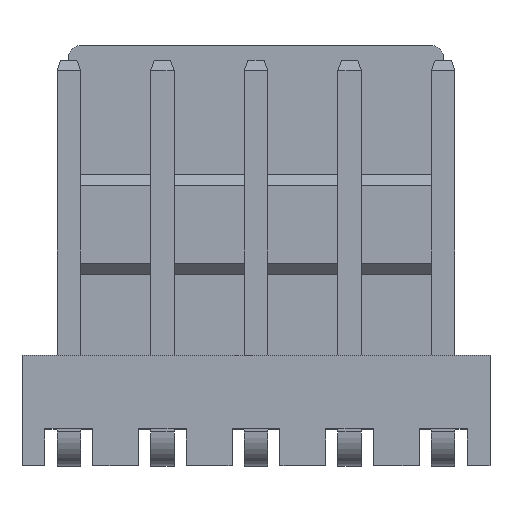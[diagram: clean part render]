
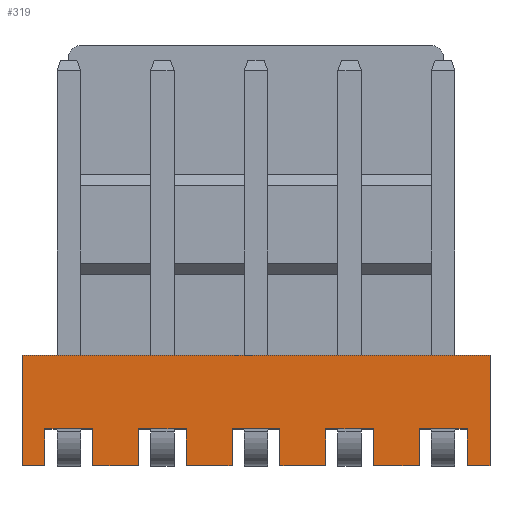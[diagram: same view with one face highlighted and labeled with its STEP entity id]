
A CAD part, top view. The second image highlights one B-rep face of the part: STEP entity #319.
In plain terms, the highlighted planar face has unit normal (0, 0, 1).
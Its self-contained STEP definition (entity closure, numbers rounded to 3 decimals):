
#319=ADVANCED_FACE('',(#1595),#1597,.T.);
#1595=FACE_BOUND('',#1596,.T.);
#1596=EDGE_LOOP('',(#2608,#2609,#2610,#2611,#2612,#2613,#2614,#2615,#2616,#2617,
#2618,#2619,#2620,#2621,#2622,#2623,#2624,#2625,#2626,#2627,#2628,#2629,#2630,#2631));
#1597=PLANE('',#1598);
#1598=AXIS2_PLACEMENT_3D('',#1599,#1600,#1601);
#1599=CARTESIAN_POINT('',(-1.27,-0.32,5.9));
#1600=DIRECTION('',(0.,0.,1.));
#1601=DIRECTION('',(1.,0.,0.));
#2608=ORIENTED_EDGE('',*,*,#3208,.T.);
#2609=ORIENTED_EDGE('',*,*,#3274,.T.);
#2610=ORIENTED_EDGE('',*,*,#3273,.T.);
#2611=ORIENTED_EDGE('',*,*,#3270,.T.);
#2612=ORIENTED_EDGE('',*,*,#3264,.T.);
#2613=ORIENTED_EDGE('',*,*,#3262,.T.);
#2614=ORIENTED_EDGE('',*,*,#3261,.T.);
#2615=ORIENTED_EDGE('',*,*,#3258,.T.);
#2616=ORIENTED_EDGE('',*,*,#3252,.T.);
#2617=ORIENTED_EDGE('',*,*,#3250,.T.);
#2618=ORIENTED_EDGE('',*,*,#3249,.T.);
#2619=ORIENTED_EDGE('',*,*,#3246,.T.);
#2620=ORIENTED_EDGE('',*,*,#3240,.T.);
#2621=ORIENTED_EDGE('',*,*,#3238,.T.);
#2622=ORIENTED_EDGE('',*,*,#3237,.T.);
#2623=ORIENTED_EDGE('',*,*,#3235,.T.);
#2624=ORIENTED_EDGE('',*,*,#3171,.F.);
#2625=ORIENTED_EDGE('',*,*,#3230,.F.);
#2626=ORIENTED_EDGE('',*,*,#3228,.T.);
#2627=ORIENTED_EDGE('',*,*,#3227,.T.);
#2628=ORIENTED_EDGE('',*,*,#3220,.T.);
#2629=ORIENTED_EDGE('',*,*,#3218,.T.);
#2630=ORIENTED_EDGE('',*,*,#3216,.T.);
#2631=ORIENTED_EDGE('',*,*,#3214,.T.);
#3171=EDGE_CURVE('',#3564,#3566,#3567,.T.);
#3208=EDGE_CURVE('',#3635,#3633,#3636,.F.);
#3214=EDGE_CURVE('',#3646,#3635,#3647,.F.);
#3216=EDGE_CURVE('',#3649,#3646,#3650,.T.);
#3218=EDGE_CURVE('',#3652,#3649,#3653,.F.);
#3220=EDGE_CURVE('',#3655,#3652,#3656,.F.);
#3227=EDGE_CURVE('',#3666,#3655,#3668,.F.);
#3228=EDGE_CURVE('',#3669,#3666,#3670,.T.);
#3230=EDGE_CURVE('',#3669,#3564,#3672,.T.);
#3235=EDGE_CURVE('',#3678,#3566,#3680,.T.);
#3237=EDGE_CURVE('',#3681,#3678,#3683,.T.);
#3238=EDGE_CURVE('',#3684,#3681,#3685,.F.);
#3240=EDGE_CURVE('',#3687,#3684,#3688,.F.);
#3246=EDGE_CURVE('',#3698,#3687,#3699,.F.);
#3249=EDGE_CURVE('',#3701,#3698,#3703,.T.);
#3250=EDGE_CURVE('',#3704,#3701,#3705,.F.);
#3252=EDGE_CURVE('',#3707,#3704,#3708,.F.);
#3258=EDGE_CURVE('',#3718,#3707,#3719,.F.);
#3261=EDGE_CURVE('',#3721,#3718,#3723,.T.);
#3262=EDGE_CURVE('',#3724,#3721,#3725,.F.);
#3264=EDGE_CURVE('',#3727,#3724,#3728,.F.);
#3270=EDGE_CURVE('',#3738,#3727,#3739,.F.);
#3273=EDGE_CURVE('',#3741,#3738,#3743,.T.);
#3274=EDGE_CURVE('',#3633,#3741,#3744,.F.);
#3564=VERTEX_POINT('',#4220);
#3566=VERTEX_POINT('',#4224);
#3567=LINE('',#4225,#4226);
#3633=VERTEX_POINT('',#4363);
#3635=VERTEX_POINT('',#4367);
#3636=LINE('',#4368,#4369);
#3646=VERTEX_POINT('',#4390);
#3647=LINE('',#4391,#4392);
#3649=VERTEX_POINT('',#4397);
#3650=LINE('',#4398,#4399);
#3652=VERTEX_POINT('',#4404);
#3653=LINE('',#4405,#4406);
#3655=VERTEX_POINT('',#4411);
#3656=LINE('',#4412,#4413);
#3666=VERTEX_POINT('',#4434);
#3668=LINE('',#4438,#4439);
#3669=VERTEX_POINT('',#4441);
#3670=LINE('',#4442,#4443);
#3672=LINE('',#4448,#4449);
#3678=VERTEX_POINT('',#4462);
#3680=LINE('',#4466,#4467);
#3681=VERTEX_POINT('',#4469);
#3683=LINE('',#4473,#4474);
#3684=VERTEX_POINT('',#4476);
#3685=LINE('',#4477,#4478);
#3687=VERTEX_POINT('',#4483);
#3688=LINE('',#4484,#4485);
#3698=VERTEX_POINT('',#4506);
#3699=LINE('',#4507,#4508);
#3701=VERTEX_POINT('',#4513);
#3703=LINE('',#4517,#4518);
#3704=VERTEX_POINT('',#4520);
#3705=LINE('',#4521,#4522);
#3707=VERTEX_POINT('',#4527);
#3708=LINE('',#4528,#4529);
#3718=VERTEX_POINT('',#4550);
#3719=LINE('',#4551,#4552);
#3721=VERTEX_POINT('',#4557);
#3723=LINE('',#4561,#4562);
#3724=VERTEX_POINT('',#4564);
#3725=LINE('',#4565,#4566);
#3727=VERTEX_POINT('',#4571);
#3728=LINE('',#4572,#4573);
#3738=VERTEX_POINT('',#4594);
#3739=LINE('',#4595,#4596);
#3741=VERTEX_POINT('',#4601);
#3743=LINE('',#4605,#4606);
#3744=LINE('',#4608,#4609);
#4220=CARTESIAN_POINT('',(-1.27,2.68,5.9));
#4224=CARTESIAN_POINT('',(11.43,2.68,5.9));
#4225=CARTESIAN_POINT('',(-1.27,2.68,5.9));
#4226=VECTOR('',#4227,1.);
#4227=DIRECTION('',(1.,0.,0.));
#4363=CARTESIAN_POINT('',(3.19,0.68,5.9));
#4367=CARTESIAN_POINT('',(1.89,0.68,5.9));
#4368=CARTESIAN_POINT('',(3.19,0.68,5.9));
#4369=VECTOR('',#4370,1.);
#4370=DIRECTION('',(-1.,0.,0.));
#4390=CARTESIAN_POINT('',(1.89,-0.32,5.9));
#4391=CARTESIAN_POINT('',(1.89,0.68,5.9));
#4392=VECTOR('',#4393,1.);
#4393=DIRECTION('',(0.,-1.,0.));
#4397=CARTESIAN_POINT('',(0.65,-0.32,5.9));
#4398=CARTESIAN_POINT('',(0.65,-0.32,5.9));
#4399=VECTOR('',#4400,1.);
#4400=DIRECTION('',(1.,0.,0.));
#4404=CARTESIAN_POINT('',(0.65,0.68,5.9));
#4405=CARTESIAN_POINT('',(0.65,-0.32,5.9));
#4406=VECTOR('',#4407,1.);
#4407=DIRECTION('',(0.,1.,0.));
#4411=CARTESIAN_POINT('',(-0.65,0.68,5.9));
#4412=CARTESIAN_POINT('',(0.65,0.68,5.9));
#4413=VECTOR('',#4414,1.);
#4414=DIRECTION('',(-1.,0.,0.));
#4434=CARTESIAN_POINT('',(-0.65,-0.32,5.9));
#4438=CARTESIAN_POINT('',(-0.65,0.68,5.9));
#4439=VECTOR('',#4440,1.);
#4440=DIRECTION('',(0.,-1.,0.));
#4441=CARTESIAN_POINT('',(-1.27,-0.32,5.9));
#4442=CARTESIAN_POINT('',(-1.27,-0.32,5.9));
#4443=VECTOR('',#4444,1.);
#4444=DIRECTION('',(1.,0.,0.));
#4448=CARTESIAN_POINT('',(-1.27,-0.32,5.9));
#4449=VECTOR('',#4450,1.);
#4450=DIRECTION('',(0.,1.,0.));
#4462=CARTESIAN_POINT('',(11.43,-0.32,5.9));
#4466=CARTESIAN_POINT('',(11.43,-0.32,5.9));
#4467=VECTOR('',#4468,1.);
#4468=DIRECTION('',(0.,1.,0.));
#4469=CARTESIAN_POINT('',(10.81,-0.32,5.9));
#4473=CARTESIAN_POINT('',(10.81,-0.32,5.9));
#4474=VECTOR('',#4475,1.);
#4475=DIRECTION('',(1.,0.,0.));
#4476=CARTESIAN_POINT('',(10.81,0.68,5.9));
#4477=CARTESIAN_POINT('',(10.81,-0.32,5.9));
#4478=VECTOR('',#4479,1.);
#4479=DIRECTION('',(0.,1.,0.));
#4483=CARTESIAN_POINT('',(9.51,0.68,5.9));
#4484=CARTESIAN_POINT('',(10.81,0.68,5.9));
#4485=VECTOR('',#4486,1.);
#4486=DIRECTION('',(-1.,0.,0.));
#4506=CARTESIAN_POINT('',(9.51,-0.32,5.9));
#4507=CARTESIAN_POINT('',(9.51,0.68,5.9));
#4508=VECTOR('',#4509,1.);
#4509=DIRECTION('',(0.,-1.,0.));
#4513=CARTESIAN_POINT('',(8.27,-0.32,5.9));
#4517=CARTESIAN_POINT('',(8.27,-0.32,5.9));
#4518=VECTOR('',#4519,1.);
#4519=DIRECTION('',(1.,0.,0.));
#4520=CARTESIAN_POINT('',(8.27,0.68,5.9));
#4521=CARTESIAN_POINT('',(8.27,-0.32,5.9));
#4522=VECTOR('',#4523,1.);
#4523=DIRECTION('',(0.,1.,0.));
#4527=CARTESIAN_POINT('',(6.97,0.68,5.9));
#4528=CARTESIAN_POINT('',(8.27,0.68,5.9));
#4529=VECTOR('',#4530,1.);
#4530=DIRECTION('',(-1.,0.,0.));
#4550=CARTESIAN_POINT('',(6.97,-0.32,5.9));
#4551=CARTESIAN_POINT('',(6.97,0.68,5.9));
#4552=VECTOR('',#4553,1.);
#4553=DIRECTION('',(0.,-1.,0.));
#4557=CARTESIAN_POINT('',(5.73,-0.32,5.9));
#4561=CARTESIAN_POINT('',(5.73,-0.32,5.9));
#4562=VECTOR('',#4563,1.);
#4563=DIRECTION('',(1.,0.,0.));
#4564=CARTESIAN_POINT('',(5.73,0.68,5.9));
#4565=CARTESIAN_POINT('',(5.73,-0.32,5.9));
#4566=VECTOR('',#4567,1.);
#4567=DIRECTION('',(0.,1.,0.));
#4571=CARTESIAN_POINT('',(4.43,0.68,5.9));
#4572=CARTESIAN_POINT('',(5.73,0.68,5.9));
#4573=VECTOR('',#4574,1.);
#4574=DIRECTION('',(-1.,0.,0.));
#4594=CARTESIAN_POINT('',(4.43,-0.32,5.9));
#4595=CARTESIAN_POINT('',(4.43,0.68,5.9));
#4596=VECTOR('',#4597,1.);
#4597=DIRECTION('',(0.,-1.,0.));
#4601=CARTESIAN_POINT('',(3.19,-0.32,5.9));
#4605=CARTESIAN_POINT('',(3.19,-0.32,5.9));
#4606=VECTOR('',#4607,1.);
#4607=DIRECTION('',(1.,0.,0.));
#4608=CARTESIAN_POINT('',(3.19,-0.32,5.9));
#4609=VECTOR('',#4610,1.);
#4610=DIRECTION('',(0.,1.,0.));
